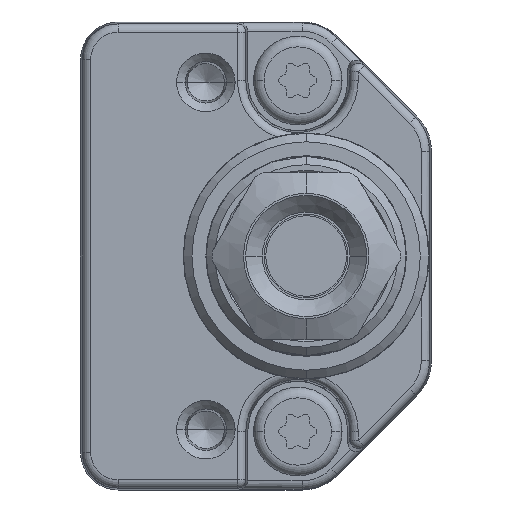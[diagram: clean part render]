
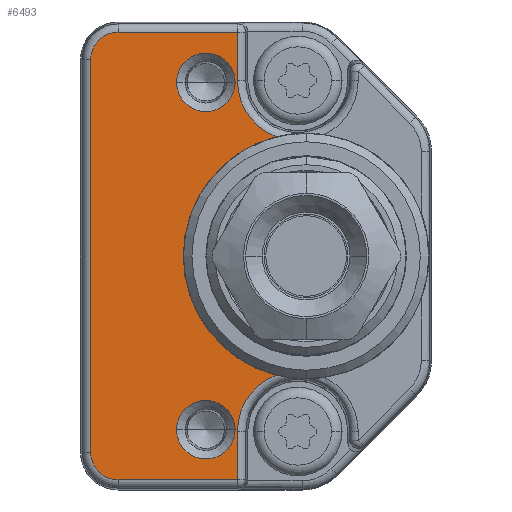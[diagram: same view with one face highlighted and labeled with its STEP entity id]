
A CAD part, left-side view. The second image highlights one B-rep face of the part: STEP entity #6493.
In plain terms, the highlighted planar face has unit normal (-1, 0, 0).
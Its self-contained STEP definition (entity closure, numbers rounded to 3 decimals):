
#566=CARTESIAN_POINT('',(-13.,9.297,-7.127));
#688=CARTESIAN_POINT('',(-13.,9.297,7.127));
#711=CARTESIAN_POINT('',(-13.,8.,-10.5));
#712=DIRECTION('',(1.,0.,0.));
#713=DIRECTION('',(0.,1.,0.));
#714=AXIS2_PLACEMENT_3D('',#711,#712,#713);
#716=DIRECTION('',(0.,0.,1.));
#717=VECTOR('',#716,2.891);
#718=CARTESIAN_POINT('',(-13.,11.614,-13.391));
#719=LINE('',#718,#717);
#720=DIRECTION('',(0.,-1.,0.));
#721=VECTOR('',#720,7.136);
#722=CARTESIAN_POINT('',(-13.,18.75,-13.391));
#723=LINE('',#722,#721);
#724=CARTESIAN_POINT('',(-13.,18.75,-11.75));
#725=DIRECTION('',(-1.,0.,0.));
#726=DIRECTION('',(0.,1.,0.));
#727=AXIS2_PLACEMENT_3D('',#724,#725,#726);
#729=DIRECTION('',(0.,0.,-1.));
#730=VECTOR('',#729,23.5);
#731=CARTESIAN_POINT('',(-13.,20.391,11.75));
#732=LINE('',#731,#730);
#733=CARTESIAN_POINT('',(-13.,18.75,11.75));
#734=DIRECTION('',(-1.,0.,0.));
#735=DIRECTION('',(0.,0.,1.));
#736=AXIS2_PLACEMENT_3D('',#733,#734,#735);
#738=DIRECTION('',(0.,1.,0.));
#739=VECTOR('',#738,7.136);
#740=CARTESIAN_POINT('',(-13.,11.614,13.391));
#741=LINE('',#740,#739);
#742=DIRECTION('',(0.,0.,1.));
#743=VECTOR('',#742,2.891);
#744=CARTESIAN_POINT('',(-13.,11.614,10.5));
#745=LINE('',#744,#743);
#746=CARTESIAN_POINT('',(-13.,8.,10.5));
#747=DIRECTION('',(1.,0.,0.));
#748=DIRECTION('',(0.,0.359,-0.933));
#749=AXIS2_PLACEMENT_3D('',#746,#747,#748);
#751=CARTESIAN_POINT('',(-13.,7.5,0.));
#752=DIRECTION('',(-1.,0.,0.));
#753=DIRECTION('',(0.,0.244,0.97));
#754=AXIS2_PLACEMENT_3D('',#751,#752,#753);
#756=CARTESIAN_POINT('',(-13.,13.5,-10.392));
#757=DIRECTION('',(1.,0.,0.));
#758=DIRECTION('',(0.,-1.,0.));
#759=AXIS2_PLACEMENT_3D('',#756,#757,#758);
#761=CARTESIAN_POINT('',(-13.,13.5,-10.392));
#762=DIRECTION('',(1.,0.,0.));
#763=DIRECTION('',(0.,1.,0.));
#764=AXIS2_PLACEMENT_3D('',#761,#762,#763);
#766=CARTESIAN_POINT('',(-13.,13.5,10.392));
#767=DIRECTION('',(1.,0.,0.));
#768=DIRECTION('',(0.,-1.,0.));
#769=AXIS2_PLACEMENT_3D('',#766,#767,#768);
#771=CARTESIAN_POINT('',(-13.,13.5,10.392));
#772=DIRECTION('',(1.,0.,0.));
#773=DIRECTION('',(0.,1.,0.));
#774=AXIS2_PLACEMENT_3D('',#771,#772,#773);
#4721=VERTEX_POINT('',#566);
#4722=VERTEX_POINT('',#688);
#4739=CARTESIAN_POINT('',(-13.,20.391,-11.75));
#4740=CARTESIAN_POINT('',(-13.,18.75,-13.391));
#4741=VERTEX_POINT('',#4739);
#4742=VERTEX_POINT('',#4740);
#4747=CARTESIAN_POINT('',(-13.,20.391,11.75));
#4748=VERTEX_POINT('',#4747);
#4751=CARTESIAN_POINT('',(-13.,18.75,13.391));
#4752=VERTEX_POINT('',#4751);
#4781=CARTESIAN_POINT('',(-13.,11.614,-10.5));
#4782=VERTEX_POINT('',#4781);
#4783=CARTESIAN_POINT('',(-13.,11.614,-13.391));
#4784=VERTEX_POINT('',#4783);
#4801=CARTESIAN_POINT('',(-13.,11.614,10.5));
#4802=VERTEX_POINT('',#4801);
#4803=CARTESIAN_POINT('',(-13.,11.614,13.391));
#4804=VERTEX_POINT('',#4803);
#4862=CARTESIAN_POINT('',(-13.,11.75,-10.392));
#4863=CARTESIAN_POINT('',(-13.,15.25,-10.392));
#4864=VERTEX_POINT('',#4862);
#4865=VERTEX_POINT('',#4863);
#4870=CARTESIAN_POINT('',(-13.,11.75,10.392));
#4871=CARTESIAN_POINT('',(-13.,15.25,10.392));
#4872=VERTEX_POINT('',#4870);
#4873=VERTEX_POINT('',#4871);
#6458=CARTESIAN_POINT('',(-13.,0.,0.));
#6459=DIRECTION('',(-1.,0.,0.));
#6460=DIRECTION('',(0.,0.,1.));
#6461=AXIS2_PLACEMENT_3D('',#6458,#6459,#6460);
#6462=PLANE('',#6461);
#6463=ORIENTED_EDGE('',*,*,#6306,.F.);
#6465=ORIENTED_EDGE('',*,*,#6464,.F.);
#6467=ORIENTED_EDGE('',*,*,#6466,.F.);
#6469=ORIENTED_EDGE('',*,*,#6468,.F.);
#6471=ORIENTED_EDGE('',*,*,#6470,.F.);
#6473=ORIENTED_EDGE('',*,*,#6472,.F.);
#6475=ORIENTED_EDGE('',*,*,#6474,.F.);
#6476=ORIENTED_EDGE('',*,*,#6449,.F.);
#6477=ORIENTED_EDGE('',*,*,#6407,.F.);
#6478=ORIENTED_EDGE('',*,*,#6321,.T.);
#6479=EDGE_LOOP('',(#6463,#6465,#6467,#6469,#6471,#6473,#6475,#6476,#6477,
#6478));
#6480=FACE_OUTER_BOUND('',#6479,.F.);
#6482=ORIENTED_EDGE('',*,*,#6481,.F.);
#6484=ORIENTED_EDGE('',*,*,#6483,.F.);
#6485=EDGE_LOOP('',(#6482,#6484));
#6486=FACE_BOUND('',#6485,.F.);
#6488=ORIENTED_EDGE('',*,*,#6487,.F.);
#6490=ORIENTED_EDGE('',*,*,#6489,.F.);
#6491=EDGE_LOOP('',(#6488,#6490));
#6492=FACE_BOUND('',#6491,.F.);
#6493=ADVANCED_FACE('',(#6480,#6486,#6492),#6462,.T.);
#715=CIRCLE('',#714,3.614);
#728=CIRCLE('',#727,1.641);
#737=CIRCLE('',#736,1.641);
#750=CIRCLE('',#749,3.614);
#755=CIRCLE('',#754,7.35);
#760=CIRCLE('',#759,1.75);
#765=CIRCLE('',#764,1.75);
#770=CIRCLE('',#769,1.75);
#775=CIRCLE('',#774,1.75);
#6306=EDGE_CURVE('',#4782,#4721,#715,.T.);
#6321=EDGE_CURVE('',#4722,#4721,#755,.T.);
#6407=EDGE_CURVE('',#4722,#4802,#750,.T.);
#6449=EDGE_CURVE('',#4802,#4804,#745,.T.);
#6464=EDGE_CURVE('',#4784,#4782,#719,.T.);
#6466=EDGE_CURVE('',#4742,#4784,#723,.T.);
#6468=EDGE_CURVE('',#4741,#4742,#728,.T.);
#6470=EDGE_CURVE('',#4748,#4741,#732,.T.);
#6472=EDGE_CURVE('',#4752,#4748,#737,.T.);
#6474=EDGE_CURVE('',#4804,#4752,#741,.T.);
#6481=EDGE_CURVE('',#4864,#4865,#760,.T.);
#6483=EDGE_CURVE('',#4865,#4864,#765,.T.);
#6487=EDGE_CURVE('',#4872,#4873,#770,.T.);
#6489=EDGE_CURVE('',#4873,#4872,#775,.T.);
